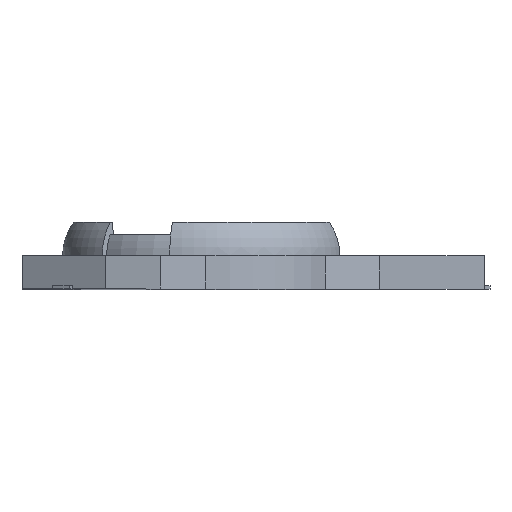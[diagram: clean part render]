
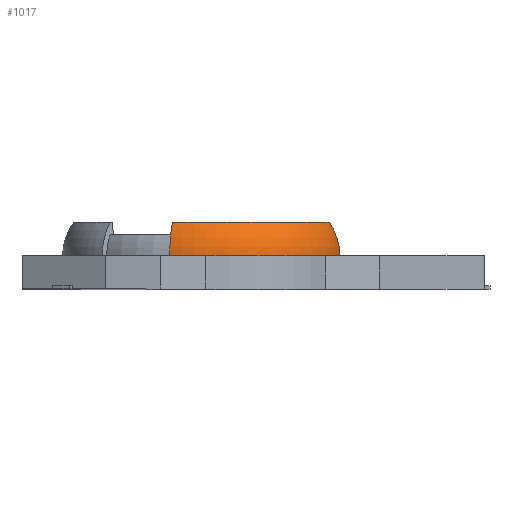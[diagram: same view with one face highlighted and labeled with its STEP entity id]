
A CAD part, top view. The second image highlights one B-rep face of the part: STEP entity #1017.
In plain terms, the highlighted toroidal (fillet/blend) face has major radius 11.292 mm and minor radius 7.708 mm.
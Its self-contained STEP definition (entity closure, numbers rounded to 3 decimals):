
#29=CIRCLE('',#1092,7.708);
#52=CIRCLE('',#1123,17.55);
#60=CIRCLE('',#1134,19.);
#61=CIRCLE('',#1135,19.);
#62=CIRCLE('',#1136,19.);
#63=CIRCLE('',#1137,7.708);
#77=TOROIDAL_SURFACE('',#1133,11.292,7.708);
#101=FACE_OUTER_BOUND('',#156,.T.);
#156=EDGE_LOOP('',(#762,#763,#764,#765,#766,#767));
#395=VERTEX_POINT('',#1495);
#428=VERTEX_POINT('',#1578);
#429=VERTEX_POINT('',#1580);
#451=VERTEX_POINT('',#1641);
#454=VERTEX_POINT('',#1657);
#455=VERTEX_POINT('',#1659);
#535=EDGE_CURVE('',#429,#428,#29,.T.);
#566=EDGE_CURVE('',#451,#429,#52,.T.);
#575=EDGE_CURVE('',#395,#428,#60,.T.);
#576=EDGE_CURVE('',#454,#395,#61,.T.);
#577=EDGE_CURVE('',#455,#454,#62,.T.);
#578=EDGE_CURVE('',#455,#451,#63,.T.);
#762=ORIENTED_EDGE('',*,*,#535,.T.);
#763=ORIENTED_EDGE('',*,*,#575,.F.);
#764=ORIENTED_EDGE('',*,*,#576,.F.);
#765=ORIENTED_EDGE('',*,*,#577,.F.);
#766=ORIENTED_EDGE('',*,*,#578,.T.);
#767=ORIENTED_EDGE('',*,*,#566,.T.);
#1017=ADVANCED_FACE('',(#101),#77,.T.);
#1092=AXIS2_PLACEMENT_3D('',#1581,#1251,#1252);
#1123=AXIS2_PLACEMENT_3D('',#1642,#1321,#1322);
#1133=AXIS2_PLACEMENT_3D('',#1655,#1342,#1343);
#1134=AXIS2_PLACEMENT_3D('',#1656,#1344,#1345);
#1135=AXIS2_PLACEMENT_3D('',#1658,#1346,#1347);
#1136=AXIS2_PLACEMENT_3D('',#1660,#1348,#1349);
#1137=AXIS2_PLACEMENT_3D('',#1661,#1350,#1351);
#1251=DIRECTION('center_axis',(0.97,0.,
0.242));
#1252=DIRECTION('ref_axis',(-0.242,0.,0.97));
#1321=DIRECTION('center_axis',(0.,-1.,0.));
#1322=DIRECTION('ref_axis',(1.,0.,0.));
#1342=DIRECTION('center_axis',(0.,-1.,0.));
#1343=DIRECTION('ref_axis',(0.5,0.,0.866));
#1344=DIRECTION('center_axis',(0.,-1.,0.));
#1345=DIRECTION('ref_axis',(1.,0.,0.));
#1346=DIRECTION('center_axis',(0.,-1.,0.));
#1347=DIRECTION('ref_axis',(1.,0.,0.));
#1348=DIRECTION('center_axis',(0.,-1.,0.));
#1349=DIRECTION('ref_axis',(1.,0.,0.));
#1350=DIRECTION('center_axis',(-0.276,0.,
0.961));
#1351=DIRECTION('ref_axis',(0.961,0.,0.276));
#1495=CARTESIAN_POINT('',(0.224,3.5,18.999));
#1578=CARTESIAN_POINT('',(-4.597,3.5,18.436));
#1580=CARTESIAN_POINT('',(-4.246,8.,17.029));
#1581=CARTESIAN_POINT('Origin',(-2.732,3.5,10.957));
#1641=CARTESIAN_POINT('',(16.87,8.,4.837));
#1642=CARTESIAN_POINT('Origin',(0.,8.,
0.));
#1655=CARTESIAN_POINT('Origin',(0.,3.5,
0.));
#1656=CARTESIAN_POINT('Origin',(0.,3.5,
0.));
#1657=CARTESIAN_POINT('',(16.342,3.5,9.693));
#1658=CARTESIAN_POINT('Origin',(0.,3.5,
0.));
#1659=CARTESIAN_POINT('',(18.264,3.5,5.237));
#1660=CARTESIAN_POINT('Origin',(0.,3.5,
0.));
#1661=CARTESIAN_POINT('Origin',(10.855,3.5,3.113));
